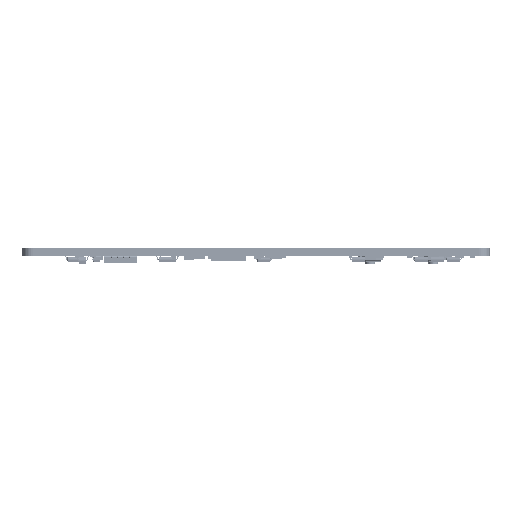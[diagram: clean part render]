
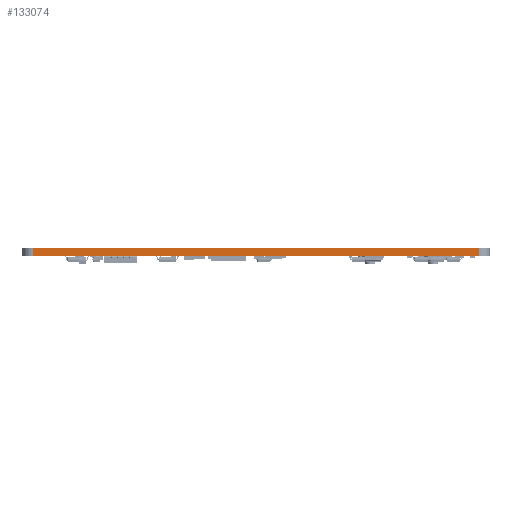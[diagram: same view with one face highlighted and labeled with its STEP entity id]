
A CAD part, left-side view. The second image highlights one B-rep face of the part: STEP entity #133074.
In plain terms, the highlighted planar face has unit normal (-1, 0, 0).
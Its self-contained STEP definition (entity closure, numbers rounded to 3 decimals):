
#93414 = PLANE('',#93415);
#93415 = AXIS2_PLACEMENT_3D('',#93416,#93417,#93418);
#93416 = CARTESIAN_POINT('',(190.644,-85.951,1.6));
#93417 = DIRECTION('',(0.,0.,1.));
#93418 = DIRECTION('',(1.,0.,-0.));
#93469 = PLANE('',#93470);
#93470 = AXIS2_PLACEMENT_3D('',#93471,#93472,#93473);
#93471 = CARTESIAN_POINT('',(190.644,-85.951,0.));
#93472 = DIRECTION('',(0.,0.,1.));
#93473 = DIRECTION('',(1.,0.,-0.));
#94608 = VERTEX_POINT('',#94609);
#94609 = CARTESIAN_POINT('',(38.625,-40.875,0.));
#94624 = CYLINDRICAL_SURFACE('',#94625,2.25);
#94625 = AXIS2_PLACEMENT_3D('',#94626,#94627,#94628);
#94626 = CARTESIAN_POINT('',(40.875,-40.875,0.));
#94627 = DIRECTION('',(-0.,-0.,-1.));
#94628 = DIRECTION('',(1.,0.,-0.));
#94636 = EDGE_CURVE('',#94608,#94637,#94639,.T.);
#94637 = VERTEX_POINT('',#94638);
#94638 = CARTESIAN_POINT('',(38.625,-130.575,0.));
#94639 = SURFACE_CURVE('',#94640,(#94644,#94651),.PCURVE_S1.);
#94640 = LINE('',#94641,#94642);
#94641 = CARTESIAN_POINT('',(38.625,-40.875,0.));
#94642 = VECTOR('',#94643,1.);
#94643 = DIRECTION('',(0.,-1.,0.));
#94644 = PCURVE('',#93469,#94645);
#94645 = DEFINITIONAL_REPRESENTATION('',(#94646),#94650);
#94646 = LINE('',#94647,#94648);
#94647 = CARTESIAN_POINT('',(-152.019,45.076));
#94648 = VECTOR('',#94649,1.);
#94649 = DIRECTION('',(0.,-1.));
#94650 = ( GEOMETRIC_REPRESENTATION_CONTEXT(2) 
PARAMETRIC_REPRESENTATION_CONTEXT() REPRESENTATION_CONTEXT('2D SPACE',''
  ) );
#94651 = PCURVE('',#94652,#94657);
#94652 = PLANE('',#94653);
#94653 = AXIS2_PLACEMENT_3D('',#94654,#94655,#94656);
#94654 = CARTESIAN_POINT('',(38.625,-40.875,0.));
#94655 = DIRECTION('',(1.,0.,-0.));
#94656 = DIRECTION('',(0.,-1.,0.));
#94657 = DEFINITIONAL_REPRESENTATION('',(#94658),#94662);
#94658 = LINE('',#94659,#94660);
#94659 = CARTESIAN_POINT('',(0.,0.));
#94660 = VECTOR('',#94661,1.);
#94661 = DIRECTION('',(1.,0.));
#94662 = ( GEOMETRIC_REPRESENTATION_CONTEXT(2) 
PARAMETRIC_REPRESENTATION_CONTEXT() REPRESENTATION_CONTEXT('2D SPACE',''
  ) );
#94681 = CYLINDRICAL_SURFACE('',#94682,2.25);
#94682 = AXIS2_PLACEMENT_3D('',#94683,#94684,#94685);
#94683 = CARTESIAN_POINT('',(40.875,-130.575,0.));
#94684 = DIRECTION('',(-0.,-0.,-1.));
#94685 = DIRECTION('',(1.,0.,-0.));
#115040 = VERTEX_POINT('',#115041);
#115041 = CARTESIAN_POINT('',(38.625,-40.875,1.6));
#115063 = EDGE_CURVE('',#115040,#115064,#115066,.T.);
#115064 = VERTEX_POINT('',#115065);
#115065 = CARTESIAN_POINT('',(38.625,-130.575,1.6));
#115066 = SURFACE_CURVE('',#115067,(#115071,#115078),.PCURVE_S1.);
#115067 = LINE('',#115068,#115069);
#115068 = CARTESIAN_POINT('',(38.625,-40.875,1.6));
#115069 = VECTOR('',#115070,1.);
#115070 = DIRECTION('',(0.,-1.,0.));
#115071 = PCURVE('',#93414,#115072);
#115072 = DEFINITIONAL_REPRESENTATION('',(#115073),#115077);
#115073 = LINE('',#115074,#115075);
#115074 = CARTESIAN_POINT('',(-152.019,45.076));
#115075 = VECTOR('',#115076,1.);
#115076 = DIRECTION('',(0.,-1.));
#115077 = ( GEOMETRIC_REPRESENTATION_CONTEXT(2) 
PARAMETRIC_REPRESENTATION_CONTEXT() REPRESENTATION_CONTEXT('2D SPACE',''
  ) );
#115078 = PCURVE('',#94652,#115079);
#115079 = DEFINITIONAL_REPRESENTATION('',(#115080),#115084);
#115080 = LINE('',#115081,#115082);
#115081 = CARTESIAN_POINT('',(0.,-1.6));
#115082 = VECTOR('',#115083,1.);
#115083 = DIRECTION('',(1.,0.));
#115084 = ( GEOMETRIC_REPRESENTATION_CONTEXT(2) 
PARAMETRIC_REPRESENTATION_CONTEXT() REPRESENTATION_CONTEXT('2D SPACE',''
  ) );
#133024 = EDGE_CURVE('',#94637,#115064,#133025,.T.);
#133025 = SURFACE_CURVE('',#133026,(#133030,#133037),.PCURVE_S1.);
#133026 = LINE('',#133027,#133028);
#133027 = CARTESIAN_POINT('',(38.625,-130.575,0.));
#133028 = VECTOR('',#133029,1.);
#133029 = DIRECTION('',(0.,0.,1.));
#133030 = PCURVE('',#94681,#133031);
#133031 = DEFINITIONAL_REPRESENTATION('',(#133032),#133036);
#133032 = LINE('',#133033,#133034);
#133033 = CARTESIAN_POINT('',(-3.141,0.));
#133034 = VECTOR('',#133035,1.);
#133035 = DIRECTION('',(-0.,-1.));
#133036 = ( GEOMETRIC_REPRESENTATION_CONTEXT(2) 
PARAMETRIC_REPRESENTATION_CONTEXT() REPRESENTATION_CONTEXT('2D SPACE',''
  ) );
#133037 = PCURVE('',#94652,#133038);
#133038 = DEFINITIONAL_REPRESENTATION('',(#133039),#133043);
#133039 = LINE('',#133040,#133041);
#133040 = CARTESIAN_POINT('',(89.7,0.));
#133041 = VECTOR('',#133042,1.);
#133042 = DIRECTION('',(0.,-1.));
#133043 = ( GEOMETRIC_REPRESENTATION_CONTEXT(2) 
PARAMETRIC_REPRESENTATION_CONTEXT() REPRESENTATION_CONTEXT('2D SPACE',''
  ) );
#133074 = ADVANCED_FACE('',(#133075),#94652,.F.);
#133075 = FACE_BOUND('',#133076,.F.);
#133076 = EDGE_LOOP('',(#133077,#133098,#133099,#133100));
#133077 = ORIENTED_EDGE('',*,*,#133078,.T.);
#133078 = EDGE_CURVE('',#94608,#115040,#133079,.T.);
#133079 = SURFACE_CURVE('',#133080,(#133084,#133091),.PCURVE_S1.);
#133080 = LINE('',#133081,#133082);
#133081 = CARTESIAN_POINT('',(38.625,-40.875,0.));
#133082 = VECTOR('',#133083,1.);
#133083 = DIRECTION('',(0.,0.,1.));
#133084 = PCURVE('',#94652,#133085);
#133085 = DEFINITIONAL_REPRESENTATION('',(#133086),#133090);
#133086 = LINE('',#133087,#133088);
#133087 = CARTESIAN_POINT('',(0.,0.));
#133088 = VECTOR('',#133089,1.);
#133089 = DIRECTION('',(0.,-1.));
#133090 = ( GEOMETRIC_REPRESENTATION_CONTEXT(2) 
PARAMETRIC_REPRESENTATION_CONTEXT() REPRESENTATION_CONTEXT('2D SPACE',''
  ) );
#133091 = PCURVE('',#94624,#133092);
#133092 = DEFINITIONAL_REPRESENTATION('',(#133093),#133097);
#133093 = LINE('',#133094,#133095);
#133094 = CARTESIAN_POINT('',(-3.141,0.));
#133095 = VECTOR('',#133096,1.);
#133096 = DIRECTION('',(-0.,-1.));
#133097 = ( GEOMETRIC_REPRESENTATION_CONTEXT(2) 
PARAMETRIC_REPRESENTATION_CONTEXT() REPRESENTATION_CONTEXT('2D SPACE',''
  ) );
#133098 = ORIENTED_EDGE('',*,*,#115063,.T.);
#133099 = ORIENTED_EDGE('',*,*,#133024,.F.);
#133100 = ORIENTED_EDGE('',*,*,#94636,.F.);
